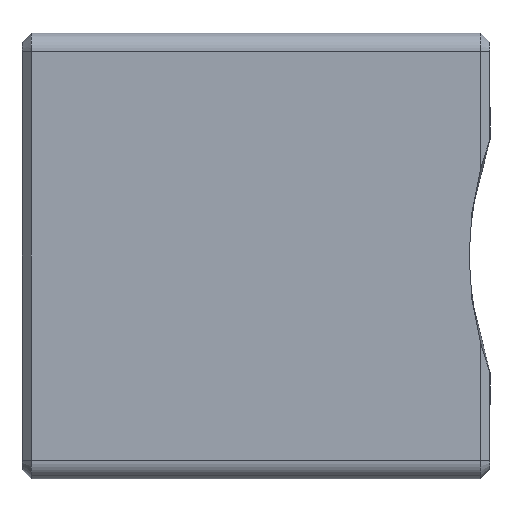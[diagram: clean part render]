
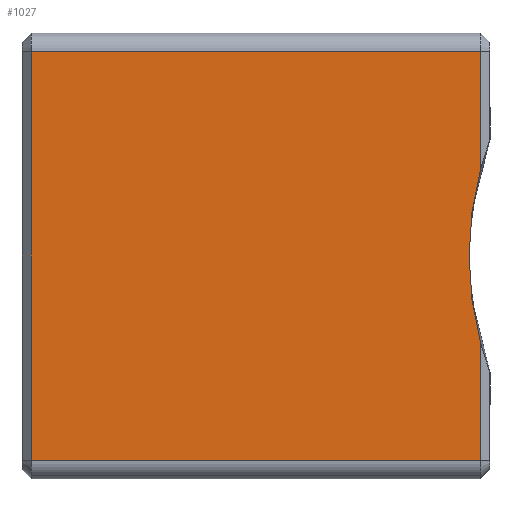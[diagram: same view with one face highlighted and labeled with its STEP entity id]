
A CAD part, left-side view. The second image highlights one B-rep face of the part: STEP entity #1027.
In plain terms, the highlighted planar face has unit normal (-1, 0, 0).
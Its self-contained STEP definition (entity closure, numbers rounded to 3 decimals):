
#47=CIRCLE('',#1119,18.);
#82=FACE_OUTER_BOUND('',#142,.T.);
#142=EDGE_LOOP('',(#766,#767,#768,#769,#770,#771));
#190=LINE('',#1487,#312);
#219=LINE('',#1561,#341);
#232=LINE('',#1610,#354);
#233=LINE('',#1611,#355);
#234=LINE('',#1612,#356);
#312=VECTOR('',#1188,10.);
#341=VECTOR('',#1255,10.);
#354=VECTOR('',#1302,10.);
#355=VECTOR('',#1303,10.);
#356=VECTOR('',#1304,10.);
#433=VERTEX_POINT('',#1479);
#435=VERTEX_POINT('',#1485);
#461=VERTEX_POINT('',#1560);
#471=VERTEX_POINT('',#1589);
#475=VERTEX_POINT('',#1597);
#480=VERTEX_POINT('',#1609);
#528=EDGE_CURVE('',#435,#433,#190,.T.);
#565=EDGE_CURVE('',#433,#461,#219,.T.);
#584=EDGE_CURVE('',#471,#475,#47,.T.);
#589=EDGE_CURVE('',#480,#435,#232,.T.);
#590=EDGE_CURVE('',#471,#480,#233,.T.);
#591=EDGE_CURVE('',#461,#475,#234,.T.);
#766=ORIENTED_EDGE('',*,*,#528,.F.);
#767=ORIENTED_EDGE('',*,*,#589,.F.);
#768=ORIENTED_EDGE('',*,*,#590,.F.);
#769=ORIENTED_EDGE('',*,*,#584,.T.);
#770=ORIENTED_EDGE('',*,*,#591,.F.);
#771=ORIENTED_EDGE('',*,*,#565,.F.);
#973=PLANE('',#1122);
#1027=ADVANCED_FACE('',(#82),#973,.T.);
#1119=AXIS2_PLACEMENT_3D('',#1599,#1292,#1293);
#1122=AXIS2_PLACEMENT_3D('',#1608,#1300,#1301);
#1188=DIRECTION('',(0.,0.,1.));
#1255=DIRECTION('',(0.,-1.,0.));
#1292=DIRECTION('center_axis',(1.,0.,0.));
#1293=DIRECTION('ref_axis',(0.,0.,-1.));
#1300=DIRECTION('center_axis',(-1.,0.,0.));
#1301=DIRECTION('ref_axis',(0.,0.,1.));
#1302=DIRECTION('',(0.,1.,0.));
#1303=DIRECTION('',(0.,0.,-1.));
#1304=DIRECTION('',(0.,0.,-1.));
#1479=CARTESIAN_POINT('',(-6.6,14.7,11.));
#1485=CARTESIAN_POINT('',(-6.6,14.7,-11.));
#1487=CARTESIAN_POINT('',(-6.6,14.7,-6.));
#1560=CARTESIAN_POINT('',(-6.6,-9.5,11.));
#1561=CARTESIAN_POINT('',(-6.6,0.,11.));
#1589=CARTESIAN_POINT('',(-6.6,-9.5,-4.698));
#1597=CARTESIAN_POINT('',(-6.6,-9.5,4.698));
#1599=CARTESIAN_POINT('Origin',(-6.6,-26.876,0.));
#1608=CARTESIAN_POINT('Origin',(-6.6,0.,-12.));
#1609=CARTESIAN_POINT('',(-6.6,-9.5,-11.));
#1610=CARTESIAN_POINT('',(-6.6,0.,-11.));
#1611=CARTESIAN_POINT('',(-6.6,-9.5,-2.));
#1612=CARTESIAN_POINT('',(-6.6,-9.5,-2.));
